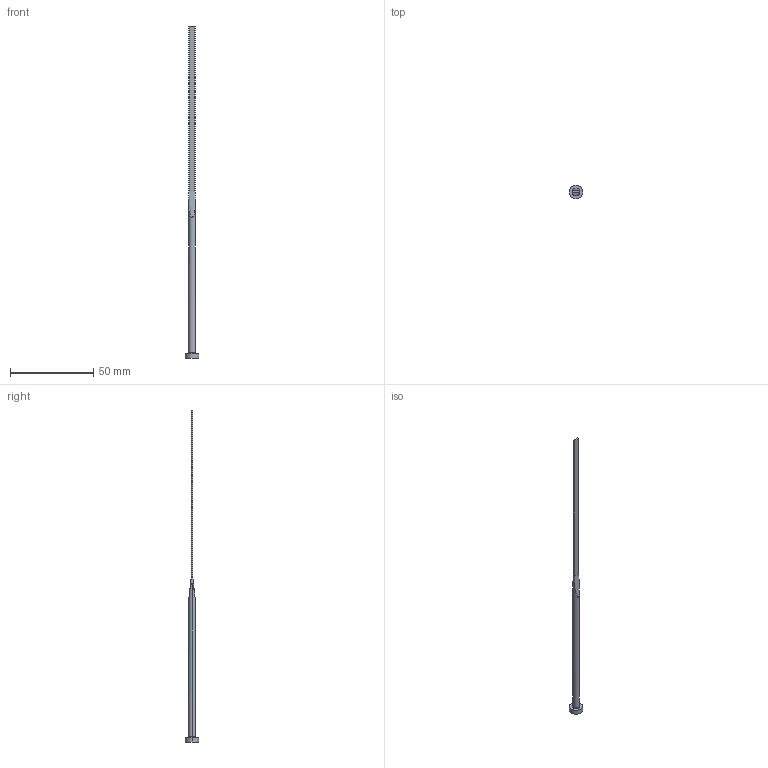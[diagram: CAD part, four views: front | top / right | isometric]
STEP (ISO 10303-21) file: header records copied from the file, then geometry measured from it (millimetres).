
FILE_DESCRIPTION(('STEP AP214'),'1');
FILE_NAME('cctmp_931EA7E5-6A40-43D9-B886-F20B92DBB06D_2023_10_06_15_11_15_0285_22200..stp','2023-10-06T13:11:15',('Meusburger Georg GmbH & Co KG'),('CADClick - www.CADClick.com'),'Spatial InterOp 3D',' ','unknown authorization');
FILE_SCHEMA(('AUTOMOTIVE_DESIGN'));
Length unit declared in the file: millimetre
Products named in the file (1): E 1728_3.8_0.8x200
Bounding box: 8 x 8 x 200 mm (x, y, z)
Volume: 1696.6 mm3; surface area: 2298.4 mm2
Topology: 1 solids, 1 shells, 25 faces, 56 edges, 34 vertices
Faces by surface type: cylinder 12, plane 11, torus 2
Entity records: 1170 total; most frequent: CARTESIAN_POINT 382, DIRECTION 124, ORIENTED_EDGE 112, EDGE_CURVE 56, AXIS2_PLACEMENT_3D 48, VERTEX_POINT 34, LINE 28, VECTOR 28
